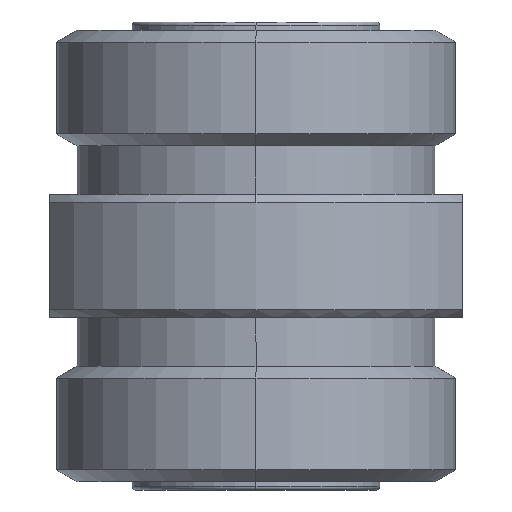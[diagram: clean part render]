
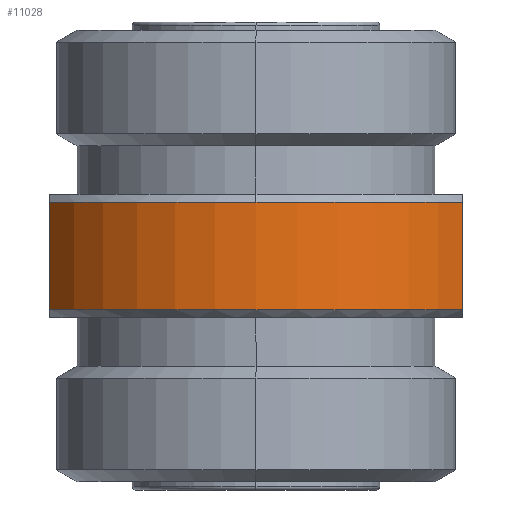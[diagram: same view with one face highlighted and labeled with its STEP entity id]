
A CAD part, front view. The second image highlights one B-rep face of the part: STEP entity #11028.
In plain terms, the highlighted cylindrical face has radius 17.5 mm (diameter 35 mm), a partial arc.
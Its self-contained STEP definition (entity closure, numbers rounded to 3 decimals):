
#256 = EDGE_LOOP ( 'NONE', ( #10963, #7973, #2311, #10616, #1973 ) ) ;
#621 = AXIS2_PLACEMENT_3D ( 'NONE', #2435, #1985, #4007 ) ;
#831 = CARTESIAN_POINT ( 'NONE',  ( 0., 0., 3.4 ) ) ;
#1699 = EDGE_CURVE ( 'NONE', #9716, #11687, #2609, .T. ) ;
#1922 = DIRECTION ( 'NONE',  ( 0., -1., 0. ) ) ;
#1973 = ORIENTED_EDGE ( 'NONE', *, *, #2974, .T. ) ;
#1985 = DIRECTION ( 'NONE',  ( 0., 0., 1. ) ) ;
#2311 = ORIENTED_EDGE ( 'NONE', *, *, #2594, .T. ) ;
#2329 = CARTESIAN_POINT ( 'NONE',  ( 15., -9.014, 3.4 ) ) ;
#2364 = CARTESIAN_POINT ( 'NONE',  ( 15., -9.014, -17.5 ) ) ;
#2435 = CARTESIAN_POINT ( 'NONE',  ( 0., 0., -4.4 ) ) ;
#2507 = DIRECTION ( 'NONE',  ( 0., 0., 1. ) ) ;
#2594 = EDGE_CURVE ( 'NONE', #8094, #11768, #12682, .T. ) ;
#2595 = CIRCLE ( 'NONE', #621, 17.5 ) ;
#2609 = LINE ( 'NONE', #2364, #13556 ) ;
#2747 = CARTESIAN_POINT ( 'NONE',  ( 0., 0., 3.4 ) ) ;
#2751 = DIRECTION ( 'NONE',  ( 0., -1., 0. ) ) ;
#2785 = DIRECTION ( 'NONE',  ( 0., 0., -1. ) ) ;
#2787 = EDGE_CURVE ( 'NONE', #13747, #11768, #8261, .T. ) ;
#2797 = CARTESIAN_POINT ( 'NONE',  ( 15., -9.014, -4.4 ) ) ;
#2915 = DIRECTION ( 'NONE',  ( 0., 0., 1. ) ) ;
#2974 = EDGE_CURVE ( 'NONE', #13747, #9716, #2595, .T. ) ;
#3025 = CARTESIAN_POINT ( 'NONE',  ( -15., -9.014, -17.5 ) ) ;
#4007 = DIRECTION ( 'NONE',  ( 0., 1., 0. ) ) ;
#4165 = CYLINDRICAL_SURFACE ( 'NONE', #8022, 17.5 ) ;
#5405 = VECTOR ( 'NONE', #2915, 1000. ) ;
#6057 = DIRECTION ( 'NONE',  ( 0., 1., 0. ) ) ;
#7973 = ORIENTED_EDGE ( 'NONE', *, *, #13590, .T. ) ;
#8022 = AXIS2_PLACEMENT_3D ( 'NONE', #9306, #12622, #6057 ) ;
#8094 = VERTEX_POINT ( 'NONE', #9837 ) ;
#8261 = LINE ( 'NONE', #3025, #5405 ) ;
#8307 = DIRECTION ( 'NONE',  ( 0., 0., -1. ) ) ;
#8436 = CIRCLE ( 'NONE', #11045, 17.5 ) ;
#8751 = CARTESIAN_POINT ( 'NONE',  ( -15., -9.014, -4.4 ) ) ;
#9306 = CARTESIAN_POINT ( 'NONE',  ( 0., 0., 28.117 ) ) ;
#9544 = AXIS2_PLACEMENT_3D ( 'NONE', #2747, #2785, #2751 ) ;
#9716 = VERTEX_POINT ( 'NONE', #2797 ) ;
#9837 = CARTESIAN_POINT ( 'NONE',  ( 0., -17.5, 3.4 ) ) ;
#10025 = CARTESIAN_POINT ( 'NONE',  ( -15., -9.014, 3.4 ) ) ;
#10616 = ORIENTED_EDGE ( 'NONE', *, *, #2787, .F. ) ;
#10963 = ORIENTED_EDGE ( 'NONE', *, *, #1699, .T. ) ;
#10966 = FACE_OUTER_BOUND ( 'NONE', #256, .T. ) ;
#11028 = ADVANCED_FACE ( 'NONE', ( #10966 ), #4165, .T. ) ;
#11045 = AXIS2_PLACEMENT_3D ( 'NONE', #831, #8307, #1922 ) ;
#11687 = VERTEX_POINT ( 'NONE', #2329 ) ;
#11768 = VERTEX_POINT ( 'NONE', #10025 ) ;
#12622 = DIRECTION ( 'NONE',  ( 0., 0., 1. ) ) ;
#12682 = CIRCLE ( 'NONE', #9544, 17.5 ) ;
#13556 = VECTOR ( 'NONE', #2507, 1000. ) ;
#13590 = EDGE_CURVE ( 'NONE', #11687, #8094, #8436, .T. ) ;
#13747 = VERTEX_POINT ( 'NONE', #8751 ) ;
